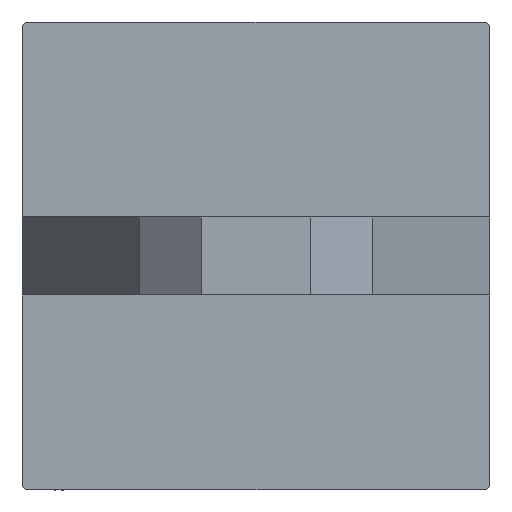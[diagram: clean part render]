
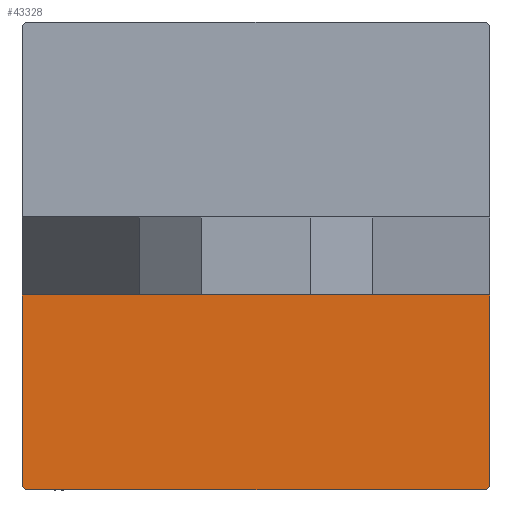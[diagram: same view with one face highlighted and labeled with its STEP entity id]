
A CAD part, left-side view. The second image highlights one B-rep face of the part: STEP entity #43328.
In plain terms, the highlighted planar face has unit normal (-1, 0, 0).
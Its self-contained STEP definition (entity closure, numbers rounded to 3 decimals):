
#907 = LINE ( 'NONE', #25843, #42347 ) ;
#1183 = CARTESIAN_POINT ( 'NONE',  ( 0., -30., -29.5 ) ) ;
#2344 = VERTEX_POINT ( 'NONE', #35990 ) ;
#4146 = VERTEX_POINT ( 'NONE', #32592 ) ;
#4597 = CARTESIAN_POINT ( 'NONE',  ( 0., -30., 30. ) ) ;
#6042 = ORIENTED_EDGE ( 'NONE', *, *, #25612, .T. ) ;
#6630 = VERTEX_POINT ( 'NONE', #44560 ) ;
#7087 = EDGE_CURVE ( 'NONE', #2344, #46265, #24952, .T. ) ;
#8602 = DIRECTION ( 'NONE',  ( -1., 0., 0. ) ) ;
#10621 = VECTOR ( 'NONE', #14826, 1000. ) ;
#12238 = ORIENTED_EDGE ( 'NONE', *, *, #27244, .F. ) ;
#12610 = VECTOR ( 'NONE', #34300, 1000. ) ;
#13614 = CARTESIAN_POINT ( 'NONE',  ( 0., -29.5, -30. ) ) ;
#13900 = VECTOR ( 'NONE', #36819, 1000. ) ;
#14139 = CARTESIAN_POINT ( 'NONE',  ( 0., -5., 30. ) ) ;
#14826 = DIRECTION ( 'NONE',  ( 0., 0.707, 0.707 ) ) ;
#16367 = DIRECTION ( 'NONE',  ( 0., 0., 1. ) ) ;
#16641 = EDGE_CURVE ( 'NONE', #29981, #33934, #907, .T. ) ;
#19718 = LINE ( 'NONE', #27454, #12610 ) ;
#19854 = EDGE_LOOP ( 'NONE', ( #12238, #6042, #21039, #31939, #34449, #28093 ) ) ;
#20091 = EDGE_CURVE ( 'NONE', #4146, #29981, #42928, .T. ) ;
#20808 = VECTOR ( 'NONE', #36005, 1000. ) ;
#20956 = EDGE_CURVE ( 'NONE', #2344, #33934, #44798, .T. ) ;
#21039 = ORIENTED_EDGE ( 'NONE', *, *, #20091, .T. ) ;
#23430 = CARTESIAN_POINT ( 'NONE',  ( 0., 0., 0. ) ) ;
#24952 = LINE ( 'NONE', #43753, #10621 ) ;
#25612 = EDGE_CURVE ( 'NONE', #6630, #4146, #43062, .T. ) ;
#25843 = CARTESIAN_POINT ( 'NONE',  ( 0., -29.75, -29.75 ) ) ;
#27244 = EDGE_CURVE ( 'NONE', #6630, #46265, #19718, .T. ) ;
#27454 = CARTESIAN_POINT ( 'NONE',  ( 0., 30., 30. ) ) ;
#27841 = CARTESIAN_POINT ( 'NONE',  ( 0., -29.5, 30. ) ) ;
#28093 = ORIENTED_EDGE ( 'NONE', *, *, #7087, .T. ) ;
#29674 = VECTOR ( 'NONE', #33304, 1000. ) ;
#29981 = VERTEX_POINT ( 'NONE', #13614 ) ;
#31939 = ORIENTED_EDGE ( 'NONE', *, *, #16641, .T. ) ;
#32592 = CARTESIAN_POINT ( 'NONE',  ( 0., -5., -30. ) ) ;
#33304 = DIRECTION ( 'NONE',  ( 0., 0., -1. ) ) ;
#33934 = VERTEX_POINT ( 'NONE', #1183 ) ;
#34300 = DIRECTION ( 'NONE',  ( 0., -1., 0. ) ) ;
#34449 = ORIENTED_EDGE ( 'NONE', *, *, #20956, .F. ) ;
#35990 = CARTESIAN_POINT ( 'NONE',  ( 0., -30., 29.5 ) ) ;
#36005 = DIRECTION ( 'NONE',  ( 0., 0., -1. ) ) ;
#36819 = DIRECTION ( 'NONE',  ( 0., -1., 0. ) ) ;
#37538 = PLANE ( 'NONE',  #37696 ) ;
#37696 = AXIS2_PLACEMENT_3D ( 'NONE', #23430, #8602, #16367 ) ;
#39717 = DIRECTION ( 'NONE',  ( 0., -0.707, 0.707 ) ) ;
#40579 = CARTESIAN_POINT ( 'NONE',  ( 0., 30., -30. ) ) ;
#42347 = VECTOR ( 'NONE', #39717, 1000. ) ;
#42928 = LINE ( 'NONE', #40579, #13900 ) ;
#43062 = LINE ( 'NONE', #14139, #20808 ) ;
#43328 = ADVANCED_FACE ( 'NONE', ( #44117 ), #37538, .T. ) ;
#43753 = CARTESIAN_POINT ( 'NONE',  ( 0., -29.75, 29.75 ) ) ;
#44117 = FACE_OUTER_BOUND ( 'NONE', #19854, .T. ) ;
#44560 = CARTESIAN_POINT ( 'NONE',  ( 0., -5., 30. ) ) ;
#44798 = LINE ( 'NONE', #4597, #29674 ) ;
#46265 = VERTEX_POINT ( 'NONE', #27841 ) ;
